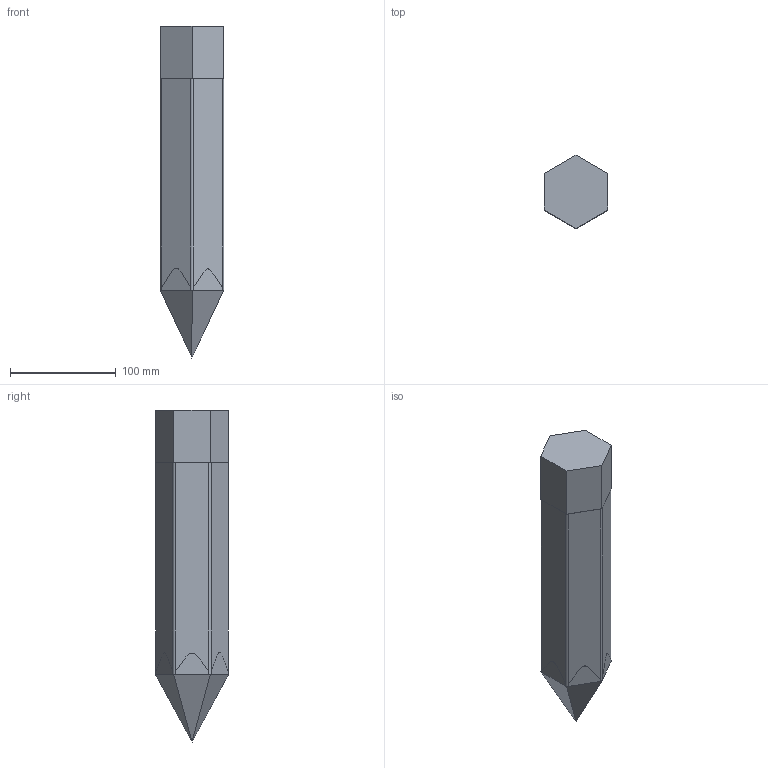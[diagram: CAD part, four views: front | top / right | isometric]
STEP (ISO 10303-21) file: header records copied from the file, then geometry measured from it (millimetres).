
FILE_DESCRIPTION(/* description */ (''),/* implementation_level */ '2;1');
FILE_NAME(/* name */ 'pencil pencil case v3.step',/* time_stamp */ '2024-08-08T17:24:17+02:00',/* author */ (''),/* organization */ (''),/* preprocessor_version */ 'ST-DEVELOPER v20',/* originating_system */ 'Autodesk Translation Framework v13.14.0.145',/* authorisation */ '');
FILE_SCHEMA (('AUTOMOTIVE_DESIGN { 1 0 10303 214 3 1 1 }'));
Length unit declared in the file: millimetre
Products named in the file (1): pencil pencil case
Bounding box: 60 x 69.28 x 314.34 mm (x, y, z)
Volume: 523629.5 mm3; surface area: 117899 mm2
Topology: 3 solids, 3 shells, 88 faces, 225 edges, 145 vertices
Faces by surface type: plane 49, cylinder 30, bspline 9
Full cylindrical faces by diameter (mm): 50.126 x4, 50.97 x5, 54.703 x4, 55.446 x4
Entity records: 6817 total; most frequent: CARTESIAN_POINT 4807, ORIENTED_EDGE 450, DIRECTION 335, EDGE_CURVE 225, VERTEX_POINT 145, LINE 129, VECTOR 129, AXIS2_PLACEMENT_3D 103
